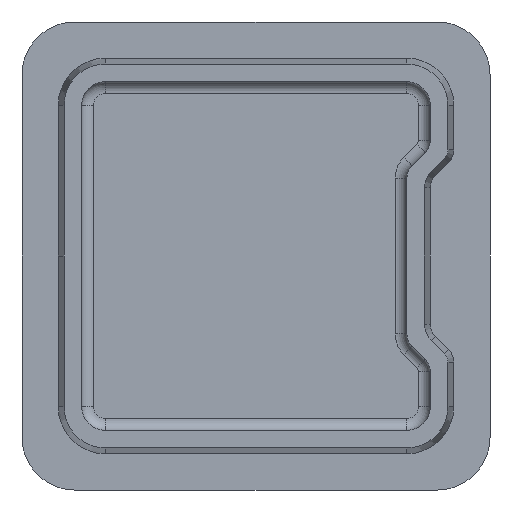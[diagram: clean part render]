
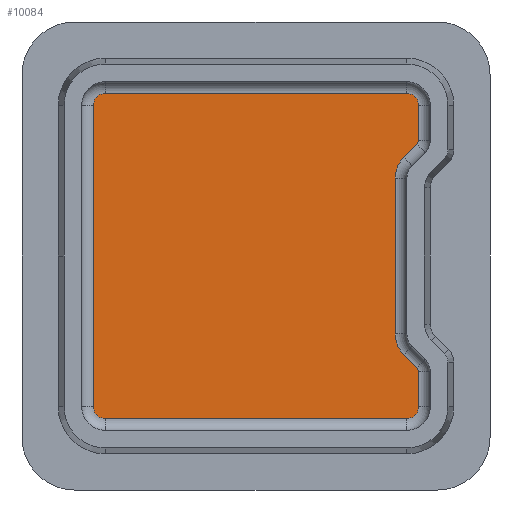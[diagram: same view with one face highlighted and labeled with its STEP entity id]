
A CAD part, front view. The second image highlights one B-rep face of the part: STEP entity #10084.
In plain terms, the highlighted planar face has unit normal (0, -1, 0).
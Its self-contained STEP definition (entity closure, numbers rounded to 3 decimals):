
#188 = CARTESIAN_POINT ( 'NONE',  ( 12.9, 1., -12.9 ) ) ;
#272 = ORIENTED_EDGE ( 'NONE', *, *, #12981, .T. ) ;
#276 = LINE ( 'NONE', #3486, #13019 ) ;
#296 = ORIENTED_EDGE ( 'NONE', *, *, #12204, .T. ) ;
#348 = ORIENTED_EDGE ( 'NONE', *, *, #12512, .T. ) ;
#503 = EDGE_CURVE ( 'NONE', #10496, #7679, #19137, .T. ) ;
#524 = VERTEX_POINT ( 'NONE', #18238 ) ;
#1273 = EDGE_LOOP ( 'NONE', ( #12771, #13046, #296, #4939, #3114, #5757, #14458, #348, #5671, #17416, #3210, #16232, #6499, #9372, #272, #6778 ) ) ;
#1337 = VERTEX_POINT ( 'NONE', #3449 ) ;
#1598 = AXIS2_PLACEMENT_3D ( 'NONE', #1780, #1961, #9436 ) ;
#1780 = CARTESIAN_POINT ( 'NONE',  ( -12.9, 1., 12.9 ) ) ;
#1961 = DIRECTION ( 'NONE',  ( 0., -1., 0. ) ) ;
#2031 = VERTEX_POINT ( 'NONE', #11157 ) ;
#2558 = CARTESIAN_POINT ( 'NONE',  ( 13.9, 1., 9.902 ) ) ;
#3066 = LINE ( 'NONE', #4015, #7565 ) ;
#3114 = ORIENTED_EDGE ( 'NONE', *, *, #3314, .T. ) ;
#3210 = ORIENTED_EDGE ( 'NONE', *, *, #503, .T. ) ;
#3314 = EDGE_CURVE ( 'NONE', #14703, #12273, #12890, .T. ) ;
#3394 = CARTESIAN_POINT ( 'NONE',  ( 13.9, 1., 12.9 ) ) ;
#3417 = VERTEX_POINT ( 'NONE', #13113 ) ;
#3449 = CARTESIAN_POINT ( 'NONE',  ( 12.632, 1., -8.428 ) ) ;
#3486 = CARTESIAN_POINT ( 'NONE',  ( 13.754, 1., 9.549 ) ) ;
#3523 = AXIS2_PLACEMENT_3D ( 'NONE', #13081, #19284, #15998 ) ;
#3603 = EDGE_CURVE ( 'NONE', #2031, #6324, #13856, .T. ) ;
#3696 = DIRECTION ( 'NONE',  ( 0., 0., 1. ) ) ;
#3706 = EDGE_CURVE ( 'NONE', #3417, #18912, #12869, .T. ) ;
#3854 = EDGE_CURVE ( 'NONE', #524, #14703, #16447, .T. ) ;
#3982 = VECTOR ( 'NONE', #10293, 1000. ) ;
#3999 = CARTESIAN_POINT ( 'NONE',  ( 11.9, 1., 6.66 ) ) ;
#4015 = CARTESIAN_POINT ( 'NONE',  ( 12.9, 1., -13.9 ) ) ;
#4300 = CIRCLE ( 'NONE', #18519, 1. ) ;
#4679 = DIRECTION ( 'NONE',  ( 0., 0., -1. ) ) ;
#4832 = CARTESIAN_POINT ( 'NONE',  ( 12.9, 1., -12.9 ) ) ;
#4939 = ORIENTED_EDGE ( 'NONE', *, *, #3854, .T. ) ;
#5092 = EDGE_CURVE ( 'NONE', #9295, #10587, #10159, .T. ) ;
#5449 = CARTESIAN_POINT ( 'NONE',  ( 13.9, 1., -9.902 ) ) ;
#5671 = ORIENTED_EDGE ( 'NONE', *, *, #3706, .T. ) ;
#5757 = ORIENTED_EDGE ( 'NONE', *, *, #15365, .T. ) ;
#5804 = DIRECTION ( 'NONE',  ( -1., 0., 0. ) ) ;
#6029 = VECTOR ( 'NONE', #5804, 1000. ) ;
#6062 = PLANE ( 'NONE',  #13634 ) ;
#6216 = VECTOR ( 'NONE', #14593, 1000. ) ;
#6324 = VERTEX_POINT ( 'NONE', #13430 ) ;
#6423 = DIRECTION ( 'NONE',  ( 0., 0., -1. ) ) ;
#6499 = ORIENTED_EDGE ( 'NONE', *, *, #19237, .T. ) ;
#6657 = AXIS2_PLACEMENT_3D ( 'NONE', #8904, #10366, #17915 ) ;
#6672 = CIRCLE ( 'NONE', #1598, 1. ) ;
#6778 = ORIENTED_EDGE ( 'NONE', *, *, #5092, .T. ) ;
#7057 = CARTESIAN_POINT ( 'NONE',  ( 13.4, 1., -9.902 ) ) ;
#7076 = VERTEX_POINT ( 'NONE', #17228 ) ;
#7565 = VECTOR ( 'NONE', #19076, 1000. ) ;
#7679 = VERTEX_POINT ( 'NONE', #2558 ) ;
#7691 = VECTOR ( 'NONE', #13431, 1000. ) ;
#7874 = CARTESIAN_POINT ( 'NONE',  ( 12.632, 1., 8.428 ) ) ;
#8660 = AXIS2_PLACEMENT_3D ( 'NONE', #7057, #16256, #10051 ) ;
#8904 = CARTESIAN_POINT ( 'NONE',  ( -12.9, 1., -12.9 ) ) ;
#9295 = VERTEX_POINT ( 'NONE', #15625 ) ;
#9372 = ORIENTED_EDGE ( 'NONE', *, *, #3603, .T. ) ;
#9436 = DIRECTION ( 'NONE',  ( 0., 0., -1. ) ) ;
#9939 = DIRECTION ( 'NONE',  ( 0., -1., 0. ) ) ;
#10051 = DIRECTION ( 'NONE',  ( 0., 0., -1. ) ) ;
#10084 = ADVANCED_FACE ( 'NONE', ( #14428 ), #6062, .T. ) ;
#10159 = LINE ( 'NONE', #11517, #19419 ) ;
#10205 = CARTESIAN_POINT ( 'NONE',  ( 13.754, 1., 9.549 ) ) ;
#10293 = DIRECTION ( 'NONE',  ( -0.707, 0., 0.707 ) ) ;
#10329 = EDGE_CURVE ( 'NONE', #11605, #7076, #3066, .T. ) ;
#10366 = DIRECTION ( 'NONE',  ( 0., -1., 0. ) ) ;
#10455 = EDGE_CURVE ( 'NONE', #1337, #15913, #19437, .T. ) ;
#10496 = VERTEX_POINT ( 'NONE', #10205 ) ;
#10520 = AXIS2_PLACEMENT_3D ( 'NONE', #16961, #12438, #6423 ) ;
#10587 = VERTEX_POINT ( 'NONE', #13951 ) ;
#10734 = LINE ( 'NONE', #3999, #6216 ) ;
#10831 = AXIS2_PLACEMENT_3D ( 'NONE', #4832, #16995, #13959 ) ;
#10945 = CARTESIAN_POINT ( 'NONE',  ( 14.4, 1., 6.66 ) ) ;
#11157 = CARTESIAN_POINT ( 'NONE',  ( 12.9, 1., 13.9 ) ) ;
#11517 = CARTESIAN_POINT ( 'NONE',  ( -13.9, 1., -12.9 ) ) ;
#11605 = VERTEX_POINT ( 'NONE', #13446 ) ;
#11767 = CARTESIAN_POINT ( 'NONE',  ( 12.632, 1., -8.428 ) ) ;
#11948 = EDGE_CURVE ( 'NONE', #7679, #17610, #13206, .T. ) ;
#11952 = AXIS2_PLACEMENT_3D ( 'NONE', #10945, #17174, #14115 ) ;
#12204 = EDGE_CURVE ( 'NONE', #7076, #524, #18321, .T. ) ;
#12273 = VERTEX_POINT ( 'NONE', #13822 ) ;
#12438 = DIRECTION ( 'NONE',  ( 0., -1., 0. ) ) ;
#12512 = EDGE_CURVE ( 'NONE', #15913, #3417, #10734, .T. ) ;
#12771 = ORIENTED_EDGE ( 'NONE', *, *, #13270, .T. ) ;
#12813 = CARTESIAN_POINT ( 'NONE',  ( 13.9, 1., 12.9 ) ) ;
#12869 = CIRCLE ( 'NONE', #11952, 2.5 ) ;
#12890 = CIRCLE ( 'NONE', #8660, 0.5 ) ;
#12977 = LINE ( 'NONE', #11767, #3982 ) ;
#12981 = EDGE_CURVE ( 'NONE', #6324, #9295, #6672, .T. ) ;
#13019 = VECTOR ( 'NONE', #18529, 1000. ) ;
#13046 = ORIENTED_EDGE ( 'NONE', *, *, #10329, .T. ) ;
#13081 = CARTESIAN_POINT ( 'NONE',  ( 14.4, 1., -6.66 ) ) ;
#13113 = CARTESIAN_POINT ( 'NONE',  ( 11.9, 1., 6.66 ) ) ;
#13206 = LINE ( 'NONE', #12813, #14395 ) ;
#13270 = EDGE_CURVE ( 'NONE', #10587, #11605, #19500, .T. ) ;
#13430 = CARTESIAN_POINT ( 'NONE',  ( -12.9, 1., 13.9 ) ) ;
#13431 = DIRECTION ( 'NONE',  ( 0., 0., 1. ) ) ;
#13446 = CARTESIAN_POINT ( 'NONE',  ( -12.9, 1., -13.9 ) ) ;
#13634 = AXIS2_PLACEMENT_3D ( 'NONE', #188, #15122, #4679 ) ;
#13822 = CARTESIAN_POINT ( 'NONE',  ( 13.754, 1., -9.549 ) ) ;
#13856 = LINE ( 'NONE', #17865, #6029 ) ;
#13951 = CARTESIAN_POINT ( 'NONE',  ( -13.9, 1., -12.9 ) ) ;
#13959 = DIRECTION ( 'NONE',  ( 0., 0., -1. ) ) ;
#14115 = DIRECTION ( 'NONE',  ( 0., 0., -1. ) ) ;
#14395 = VECTOR ( 'NONE', #3696, 1000. ) ;
#14428 = FACE_OUTER_BOUND ( 'NONE', #1273, .T. ) ;
#14458 = ORIENTED_EDGE ( 'NONE', *, *, #10455, .T. ) ;
#14593 = DIRECTION ( 'NONE',  ( 0., 0., 1. ) ) ;
#14703 = VERTEX_POINT ( 'NONE', #16439 ) ;
#15122 = DIRECTION ( 'NONE',  ( 0., -1., 0. ) ) ;
#15365 = EDGE_CURVE ( 'NONE', #12273, #1337, #12977, .T. ) ;
#15625 = CARTESIAN_POINT ( 'NONE',  ( -13.9, 1., 12.9 ) ) ;
#15913 = VERTEX_POINT ( 'NONE', #16135 ) ;
#15998 = DIRECTION ( 'NONE',  ( 0., 0., -1. ) ) ;
#16135 = CARTESIAN_POINT ( 'NONE',  ( 11.9, 1., -6.66 ) ) ;
#16146 = DIRECTION ( 'NONE',  ( 0., 0., -1. ) ) ;
#16232 = ORIENTED_EDGE ( 'NONE', *, *, #11948, .T. ) ;
#16256 = DIRECTION ( 'NONE',  ( 0., -1., 0. ) ) ;
#16439 = CARTESIAN_POINT ( 'NONE',  ( 13.9, 1., -9.902 ) ) ;
#16447 = LINE ( 'NONE', #5449, #7691 ) ;
#16961 = CARTESIAN_POINT ( 'NONE',  ( 13.4, 1., 9.902 ) ) ;
#16995 = DIRECTION ( 'NONE',  ( 0., -1., 0. ) ) ;
#17174 = DIRECTION ( 'NONE',  ( 0., 1., 0. ) ) ;
#17228 = CARTESIAN_POINT ( 'NONE',  ( 12.9, 1., -13.9 ) ) ;
#17416 = ORIENTED_EDGE ( 'NONE', *, *, #19506, .T. ) ;
#17552 = CARTESIAN_POINT ( 'NONE',  ( 12.9, 1., 12.9 ) ) ;
#17610 = VERTEX_POINT ( 'NONE', #3394 ) ;
#17865 = CARTESIAN_POINT ( 'NONE',  ( -12.9, 1., 13.9 ) ) ;
#17915 = DIRECTION ( 'NONE',  ( 0., 0., -1. ) ) ;
#18238 = CARTESIAN_POINT ( 'NONE',  ( 13.9, 1., -12.9 ) ) ;
#18321 = CIRCLE ( 'NONE', #10831, 1. ) ;
#18519 = AXIS2_PLACEMENT_3D ( 'NONE', #17552, #9939, #16146 ) ;
#18529 = DIRECTION ( 'NONE',  ( 0.707, 0., 0.707 ) ) ;
#18912 = VERTEX_POINT ( 'NONE', #7874 ) ;
#18970 = DIRECTION ( 'NONE',  ( 0., 0., -1. ) ) ;
#19076 = DIRECTION ( 'NONE',  ( 1., 0., 0. ) ) ;
#19137 = CIRCLE ( 'NONE', #10520, 0.5 ) ;
#19237 = EDGE_CURVE ( 'NONE', #17610, #2031, #4300, .T. ) ;
#19284 = DIRECTION ( 'NONE',  ( 0., 1., 0. ) ) ;
#19419 = VECTOR ( 'NONE', #18970, 1000. ) ;
#19437 = CIRCLE ( 'NONE', #3523, 2.5 ) ;
#19500 = CIRCLE ( 'NONE', #6657, 1. ) ;
#19506 = EDGE_CURVE ( 'NONE', #18912, #10496, #276, .T. ) ;
